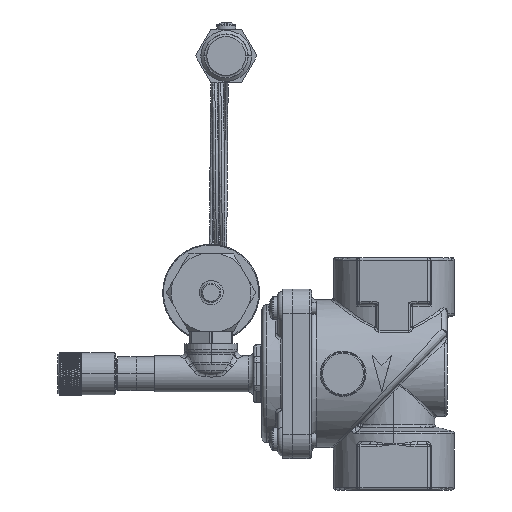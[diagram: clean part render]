
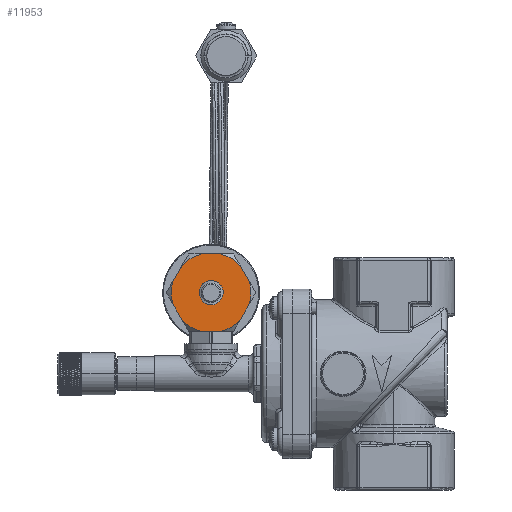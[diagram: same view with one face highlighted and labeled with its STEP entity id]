
A CAD part, left-side view. The second image highlights one B-rep face of the part: STEP entity #11953.
In plain terms, the highlighted planar face has unit normal (-1, 0, 0).
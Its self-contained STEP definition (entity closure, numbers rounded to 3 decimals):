
#800 = CARTESIAN_POINT ( 'NONE',  ( -13., 33.5, 33.5 ) ) ;
#2480 = CARTESIAN_POINT ( 'NONE',  ( -13., 33.5, 33.5 ) ) ;
#2711 = EDGE_CURVE ( 'Defeature completata1_2760+Defeature completata1_2754+Defeature completata1_2764+Defeature completata1_2763', #96400, #50990, #20562, .T. ) ;
#3188 = VERTEX_POINT ( 'NONE', #86175 ) ;
#4296 = DIRECTION ( 'NONE',  ( -1., 0., 0. ) ) ;
#4964 = CARTESIAN_POINT ( 'NONE',  ( -13., 33.5, 33.5 ) ) ;
#6721 = CARTESIAN_POINT ( 'NONE',  ( -13., 29.572, 49.5 ) ) ;
#7352 = AXIS2_PLACEMENT_3D ( 'NONE', #30346, #103327, #19122 ) ;
#8459 = FACE_OUTER_BOUND ( 'NONE', #22526, .T. ) ;
#8665 = DIRECTION ( 'NONE',  ( -1., 0., 0. ) ) ;
#9945 = CARTESIAN_POINT ( 'NONE',  ( -13., 37.428, 49.5 ) ) ;
#10276 = CARTESIAN_POINT ( 'NONE',  ( -13., 17.679, 28.902 ) ) ;
#11953 = ADVANCED_FACE ( 'Defeature completata1_2760', ( #63171, #8459 ), #115804, .T. ) ;
#12249 = ORIENTED_EDGE ( 'NONE', *, *, #37903, .T. ) ;
#12555 = VECTOR ( 'NONE', #49355, 1000. ) ;
#14374 = ORIENTED_EDGE ( 'NONE', *, *, #49747, .T. ) ;
#15240 = CARTESIAN_POINT ( 'NONE',  ( -13., 45.392, 44.902 ) ) ;
#15377 = CIRCLE ( 'NONE', #37731, 16.475 ) ;
#16512 = EDGE_CURVE ( 'Defeature completata1_2760+Defeature completata1_2761+Defeature completata1_2750+Defeature completata1_2748', #18147, #17195, #53461, .T. ) ;
#17195 = VERTEX_POINT ( 'NONE', #56425 ) ;
#18147 = VERTEX_POINT ( 'NONE', #97544 ) ;
#18336 = CIRCLE ( 'NONE', #20539, 16.475 ) ;
#19122 = DIRECTION ( 'NONE',  ( 0., 0.914, -0.406 ) ) ;
#20348 = ORIENTED_EDGE ( 'NONE', *, *, #108947, .T. ) ;
#20539 = AXIS2_PLACEMENT_3D ( 'NONE', #125151, #8665, #40282 ) ;
#20562 = LINE ( 'NONE', #127229, #77142 ) ;
#20596 = ORIENTED_EDGE ( 'NONE', *, *, #16512, .T. ) ;
#20901 = AXIS2_PLACEMENT_3D ( 'NONE', #800, #106768, #54814 ) ;
#21653 = AXIS2_PLACEMENT_3D ( 'NONE', #82188, #59033, #49196 ) ;
#22526 = EDGE_LOOP ( 'NONE', ( #134584, #20596, #20348, #12249, #14374, #34991, #138242, #47978, #54608, #56819, #120890, #114900 ) ) ;
#23120 = CIRCLE ( 'NONE', #7352, 5. ) ;
#24699 = VERTEX_POINT ( 'NONE', #81951 ) ;
#25319 = CARTESIAN_POINT ( 'NONE',  ( -13., 42.738, 17.5 ) ) ;
#26718 = CARTESIAN_POINT ( 'NONE',  ( -13., 33.5, 33.5 ) ) ;
#26797 = VERTEX_POINT ( 'NONE', #114103 ) ;
#30346 = CARTESIAN_POINT ( 'NONE',  ( -13., 33.5, 33.5 ) ) ;
#31763 = CARTESIAN_POINT ( 'NONE',  ( -13., 49.321, 38.098 ) ) ;
#32041 = CIRCLE ( 'NONE', #20901, 16.475 ) ;
#34991 = ORIENTED_EDGE ( 'NONE', *, *, #124580, .T. ) ;
#35802 = VECTOR ( 'NONE', #104382, 1000. ) ;
#37355 = EDGE_CURVE ( 'Defeature completata1_2760+Defeature completata1_2756+Defeature completata1_2759+Defeature completata1_2764', #39867, #81112, #112533, .T. ) ;
#37731 = AXIS2_PLACEMENT_3D ( 'NONE', #89855, #91924, #80001 ) ;
#37903 = EDGE_CURVE ( 'Defeature completata1_2760+Defeature completata1_2758+Defeature completata1_2748+Defeature completata1_2746', #3188, #24699, #84390, .T. ) ;
#39867 = VERTEX_POINT ( 'NONE', #106951 ) ;
#40282 = DIRECTION ( 'NONE',  ( 0., 0.914, -0.406 ) ) ;
#40768 = DIRECTION ( 'NONE',  ( -1., 0., 0. ) ) ;
#41891 = EDGE_LOOP ( 'NONE', ( #101104, #131466 ) ) ;
#42103 = VECTOR ( 'NONE', #74130, 1000. ) ;
#42274 = AXIS2_PLACEMENT_3D ( 'NONE', #4964, #4296, #81471 ) ;
#42383 = CARTESIAN_POINT ( 'NONE',  ( -13., 21.608, 44.902 ) ) ;
#43907 = DIRECTION ( 'NONE',  ( -1., 0., 0. ) ) ;
#45289 = DIRECTION ( 'NONE',  ( 0., 0.914, -0.406 ) ) ;
#47978 = ORIENTED_EDGE ( 'NONE', *, *, #86882, .T. ) ;
#49196 = DIRECTION ( 'NONE',  ( 0., 0.914, -0.406 ) ) ;
#49257 = CARTESIAN_POINT ( 'NONE',  ( -13., 49.321, 28.902 ) ) ;
#49355 = DIRECTION ( 'NONE',  ( 0., 0.5, 0.866 ) ) ;
#49747 = EDGE_CURVE ( 'Defeature completata1_2760+Defeature completata1_2746+Defeature completata1_2758+Defeature completata1_2759', #24699, #137996, #56165, .T. ) ;
#50990 = VERTEX_POINT ( 'NONE', #9945 ) ;
#53461 = CIRCLE ( 'NONE', #42274, 16.475 ) ;
#54608 = ORIENTED_EDGE ( 'NONE', *, *, #2711, .T. ) ;
#54814 = DIRECTION ( 'NONE',  ( 0., 0.914, -0.406 ) ) ;
#55658 = VECTOR ( 'NONE', #121405, 1000. ) ;
#56165 = LINE ( 'NONE', #66018, #55658 ) ;
#56317 = EDGE_CURVE ( 'Defeature completata1_2760+Defeature completata1_2762+Defeature completata1_2752+Defeature completata1_2750', #131058, #76472, #18336, .T. ) ;
#56425 = CARTESIAN_POINT ( 'NONE',  ( -13., 37.428, 17.5 ) ) ;
#56819 = ORIENTED_EDGE ( 'NONE', *, *, #81837, .T. ) ;
#59033 = DIRECTION ( 'NONE',  ( -1., 0., 0. ) ) ;
#59374 = CARTESIAN_POINT ( 'NONE',  ( -13., 38.068, 31.468 ) ) ;
#60331 = LINE ( 'NONE', #25319, #76227 ) ;
#62663 = CIRCLE ( 'NONE', #111932, 5. ) ;
#63171 = FACE_BOUND ( 'NONE', #41891, .T. ) ;
#66018 = CARTESIAN_POINT ( 'NONE',  ( -13., 24.262, 17.5 ) ) ;
#73436 = CARTESIAN_POINT ( 'NONE',  ( -13., 51.975, 33.5 ) ) ;
#74130 = DIRECTION ( 'NONE',  ( 0., -0.5, -0.866 ) ) ;
#74161 = CIRCLE ( 'NONE', #123536, 16.475 ) ;
#76227 = VECTOR ( 'NONE', #103153, 1000. ) ;
#76472 = VERTEX_POINT ( 'NONE', #49257 ) ;
#77142 = VECTOR ( 'NONE', #128597, 1000. ) ;
#79676 = VERTEX_POINT ( 'NONE', #15240 ) ;
#80001 = DIRECTION ( 'NONE',  ( 0., 0.914, -0.406 ) ) ;
#81112 = VERTEX_POINT ( 'NONE', #42383 ) ;
#81471 = DIRECTION ( 'NONE',  ( 0., 0.914, -0.406 ) ) ;
#81837 = EDGE_CURVE ( 'Defeature completata1_2760+Defeature completata1_2763+Defeature completata1_2754+Defeature completata1_2752', #50990, #79676, #15377, .T. ) ;
#81951 = CARTESIAN_POINT ( 'NONE',  ( -13., 21.608, 22.098 ) ) ;
#82188 = CARTESIAN_POINT ( 'NONE',  ( -13., 33.5, 33.5 ) ) ;
#82603 = LINE ( 'NONE', #73436, #42103 ) ;
#82866 = CARTESIAN_POINT ( 'NONE',  ( -13., 33.5, 33.5 ) ) ;
#83901 = EDGE_CURVE ( 'Defeature completata1_2765+Defeature completata1_2760+Defeature completata1_2760+Defeature completata1_2760', #26797, #92726, #62663, .T. ) ;
#84390 = CIRCLE ( 'NONE', #21653, 16.475 ) ;
#86175 = CARTESIAN_POINT ( 'NONE',  ( -13., 29.572, 17.5 ) ) ;
#86882 = EDGE_CURVE ( 'Defeature completata1_2760+Defeature completata1_2764+Defeature completata1_2756+Defeature completata1_2754', #81112, #96400, #74161, .T. ) ;
#89855 = CARTESIAN_POINT ( 'NONE',  ( -13., 33.5, 33.5 ) ) ;
#91924 = DIRECTION ( 'NONE',  ( -1., 0., 0. ) ) ;
#92726 = VERTEX_POINT ( 'NONE', #59374 ) ;
#96400 = VERTEX_POINT ( 'NONE', #6721 ) ;
#97544 = CARTESIAN_POINT ( 'NONE',  ( -13., 45.392, 22.098 ) ) ;
#99720 = DIRECTION ( 'NONE',  ( 0., 0.914, -0.406 ) ) ;
#100411 = DIRECTION ( 'NONE',  ( -1., 0., 0. ) ) ;
#101104 = ORIENTED_EDGE ( 'NONE', *, *, #124465, .F. ) ;
#103153 = DIRECTION ( 'NONE',  ( 0., -1., 0. ) ) ;
#103327 = DIRECTION ( 'NONE',  ( -1., 0., 0. ) ) ;
#104097 = CARTESIAN_POINT ( 'NONE',  ( -13., 15.025, 33.5 ) ) ;
#104271 = EDGE_CURVE ( 'Defeature completata1_2760+Defeature completata1_2750+Defeature completata1_2762+Defeature completata1_2761', #76472, #18147, #82603, .T. ) ;
#104382 = DIRECTION ( 'NONE',  ( 0., 0.5, -0.866 ) ) ;
#106768 = DIRECTION ( 'NONE',  ( -1., 0., 0. ) ) ;
#106951 = CARTESIAN_POINT ( 'NONE',  ( -13., 17.679, 38.098 ) ) ;
#107476 = EDGE_CURVE ( 'Defeature completata1_2760+Defeature completata1_2752+Defeature completata1_2763+Defeature completata1_2762', #79676, #131058, #113507, .T. ) ;
#108947 = EDGE_CURVE ( 'Defeature completata1_2760+Defeature completata1_2748+Defeature completata1_2761+Defeature completata1_2758', #17195, #3188, #60331, .T. ) ;
#111932 = AXIS2_PLACEMENT_3D ( 'NONE', #2480, #43907, #45289 ) ;
#112533 = LINE ( 'NONE', #104097, #12555 ) ;
#113507 = LINE ( 'NONE', #115587, #35802 ) ;
#114103 = CARTESIAN_POINT ( 'NONE',  ( -13., 28.932, 35.532 ) ) ;
#114900 = ORIENTED_EDGE ( 'NONE', *, *, #56317, .T. ) ;
#115587 = CARTESIAN_POINT ( 'NONE',  ( -13., 42.738, 49.5 ) ) ;
#115804 = PLANE ( 'NONE',  #138645 ) ;
#120890 = ORIENTED_EDGE ( 'NONE', *, *, #107476, .T. ) ;
#121405 = DIRECTION ( 'NONE',  ( 0., -0.5, 0.866 ) ) ;
#123536 = AXIS2_PLACEMENT_3D ( 'NONE', #26718, #100411, #99720 ) ;
#124465 = EDGE_CURVE ( 'Defeature completata1_2765+Defeature completata1_2760+Defeature completata1_2760+Defeature completata1_2760', #92726, #26797, #23120, .T. ) ;
#124580 = EDGE_CURVE ( 'Defeature completata1_2760+Defeature completata1_2759+Defeature completata1_2746+Defeature completata1_2756', #137996, #39867, #32041, .T. ) ;
#125151 = CARTESIAN_POINT ( 'NONE',  ( -13., 33.5, 33.5 ) ) ;
#126353 = DIRECTION ( 'NONE',  ( 0., 0.914, -0.406 ) ) ;
#127229 = CARTESIAN_POINT ( 'NONE',  ( -13., 24.262, 49.5 ) ) ;
#128597 = DIRECTION ( 'NONE',  ( 0., 1., 0. ) ) ;
#131058 = VERTEX_POINT ( 'NONE', #31763 ) ;
#131466 = ORIENTED_EDGE ( 'NONE', *, *, #83901, .F. ) ;
#134584 = ORIENTED_EDGE ( 'NONE', *, *, #104271, .T. ) ;
#137996 = VERTEX_POINT ( 'NONE', #10276 ) ;
#138242 = ORIENTED_EDGE ( 'NONE', *, *, #37355, .T. ) ;
#138645 = AXIS2_PLACEMENT_3D ( 'NONE', #82866, #40768, #126353 ) ;
